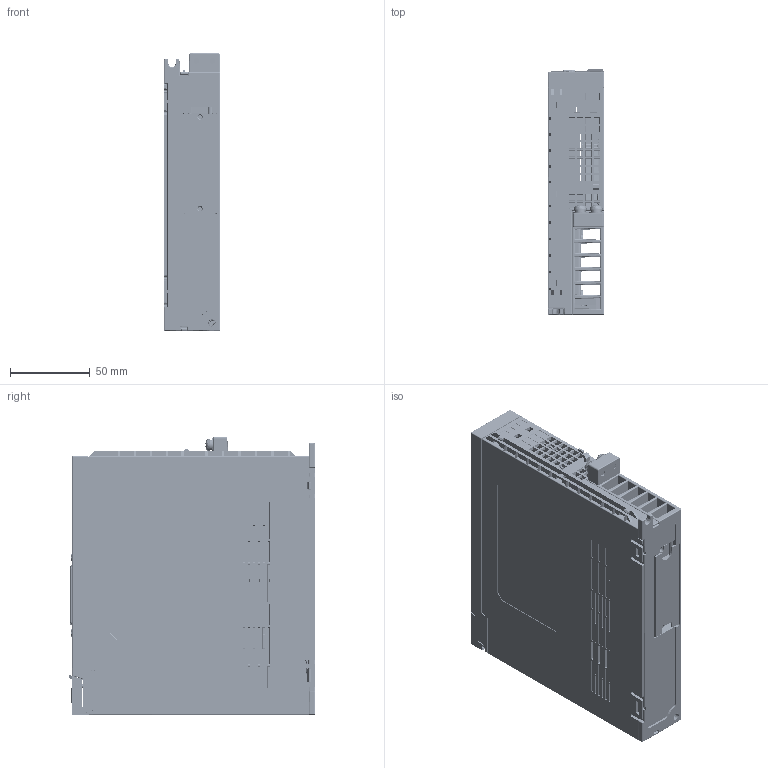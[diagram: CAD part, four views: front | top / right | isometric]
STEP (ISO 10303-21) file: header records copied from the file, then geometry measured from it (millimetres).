
FILE_DESCRIPTION((''),'2;1');
FILE_NAME('X5FN_100-400W','2024-06-05T11:26:58',('cheny'),('Invt'),'CREO PARAMETRIC BY PTC INC, 2020053','CREO PARAMETRIC BY PTC INC, 2020053','');
FILE_SCHEMA(('CONFIG_CONTROL_DESIGN'));
Products named in the file (1): X5FN_100-400W
Bounding box: 35 x 154 x 174.05 mm (x, y, z)
Volume: 126 mm3; surface area: 211911 mm2
Topology: 1 solids, 6038 shells, 6052 faces, 32423 edges, 32236 vertices
Faces by surface type: plane 4130, cylinder 1315, bspline 222, sphere 181, cone 112, torus 69, extrusion 23
Entity records: 341291 total; most frequent: CARTESIAN_POINT 104293, DIRECTION 42754, ORIENTED_EDGE 32285, EDGE_CURVE 32248, VERTEX_POINT 32235, VECTOR 24632, LINE 24609, AXIS2_PLACEMENT_3D 9061
